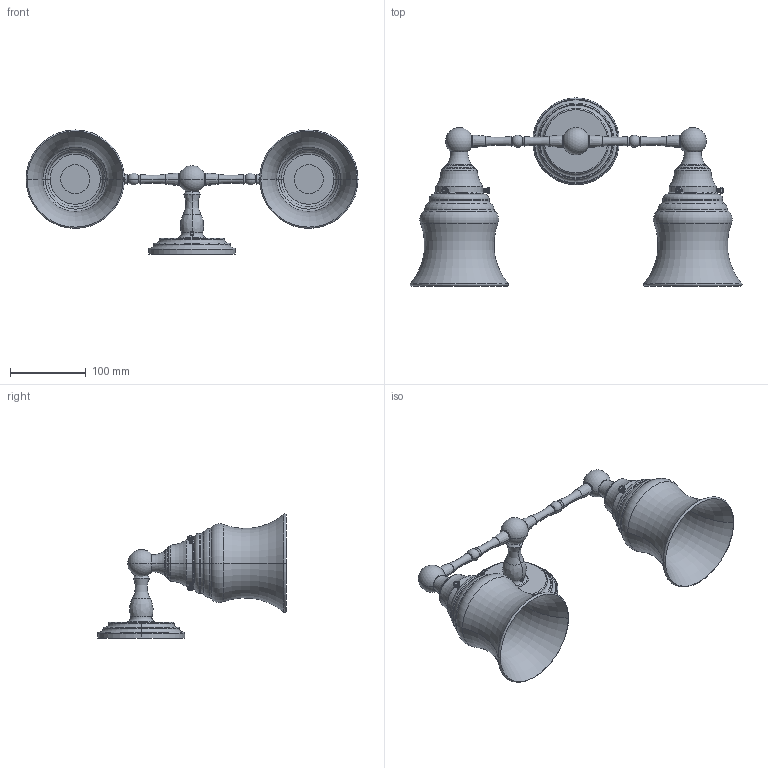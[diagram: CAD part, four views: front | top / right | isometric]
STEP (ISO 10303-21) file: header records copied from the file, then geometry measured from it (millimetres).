
FILE_DESCRIPTION((''),'2;1');
FILE_NAME('1182SO_WEB','2010-08-31T',('project'),(''),'PRO/ENGINEER BY PARAMETRIC TECHNOLOGY CORPORATION, 2009300','PRO/ENGINEER BY PARAMETRIC TECHNOLOGY CORPORATION, 2009300','');
FILE_SCHEMA(('CONFIG_CONTROL_DESIGN'));
Length unit declared in the file: inch
Products named in the file (1): 1182SO_WEB
Bounding box: 437.16 x 247.88 x 163.41 mm (x, y, z)
Surface area: 280944.6 mm2 (no closed solid volume)
Topology: 0 solids, 38 shells, 469 faces, 1219 edges, 770 vertices
Faces by surface type: cylinder 174, torus 152, plane 71, bspline 51, cone 11, sphere 10
Entity records: 33514 total; most frequent: CARTESIAN_POINT 22925, ORIENTED_EDGE 2184, DIRECTION 2088, EDGE_CURVE 1215, AXIS2_PLACEMENT_3D 904, VERTEX_POINT 770, CIRCLE 486, EDGE_LOOP 469
